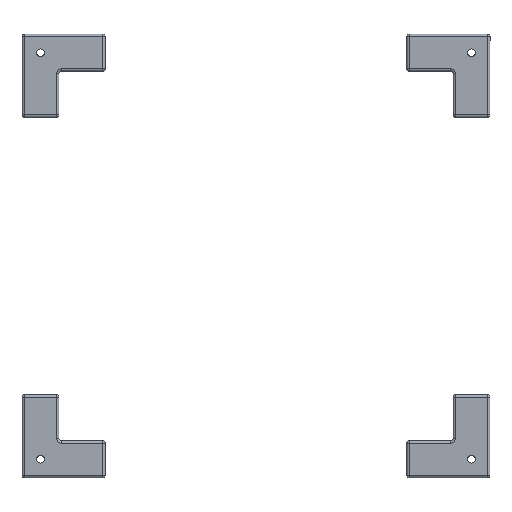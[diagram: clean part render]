
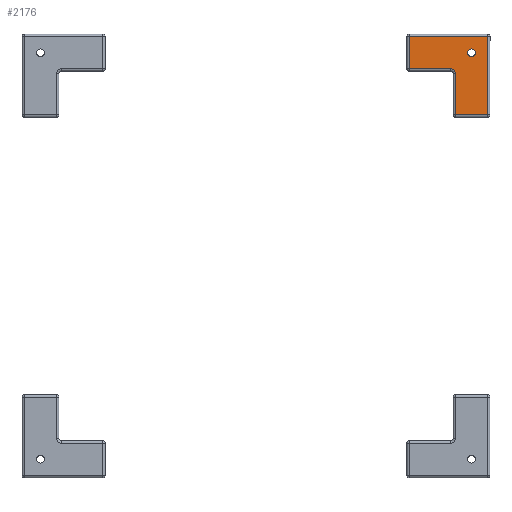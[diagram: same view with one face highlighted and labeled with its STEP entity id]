
A CAD part, left-side view. The second image highlights one B-rep face of the part: STEP entity #2176.
In plain terms, the highlighted planar face has unit normal (-1, 0, 0).
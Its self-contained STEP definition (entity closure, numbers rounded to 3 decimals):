
#39=FACE_BOUND('',#315,.T.);
#50=PLANE('',#2365);
#166=FACE_OUTER_BOUND('',#314,.T.);
#314=EDGE_LOOP('',(#1539,#1540,#1541,#1542,#1543,#1544,#1545));
#315=EDGE_LOOP('',(#1546));
#467=LINE('',#3312,#701);
#473=LINE('',#3331,#707);
#474=LINE('',#3335,#708);
#475=LINE('',#3339,#709);
#476=LINE('',#3341,#710);
#477=LINE('',#3342,#711);
#701=VECTOR('',#2613,10.);
#707=VECTOR('',#2637,10.);
#708=VECTOR('',#2642,10.);
#709=VECTOR('',#2645,10.);
#710=VECTOR('',#2646,10.);
#711=VECTOR('',#2647,10.);
#943=CIRCLE('',#2366,4.);
#944=CIRCLE('',#2367,3.1);
#1019=VERTEX_POINT('',#3309);
#1020=VERTEX_POINT('',#3311);
#1024=VERTEX_POINT('',#3330);
#1025=VERTEX_POINT('',#3334);
#1026=VERTEX_POINT('',#3336);
#1027=VERTEX_POINT('',#3338);
#1028=VERTEX_POINT('',#3340);
#1029=VERTEX_POINT('',#3343);
#1200=EDGE_CURVE('',#1019,#1020,#467,.T.);
#1210=EDGE_CURVE('',#1024,#1020,#473,.T.);
#1212=EDGE_CURVE('',#1019,#1025,#474,.T.);
#1213=EDGE_CURVE('',#1025,#1026,#943,.T.);
#1214=EDGE_CURVE('',#1026,#1027,#475,.T.);
#1215=EDGE_CURVE('',#1028,#1027,#476,.T.);
#1216=EDGE_CURVE('',#1028,#1024,#477,.T.);
#1217=EDGE_CURVE('',#1029,#1029,#944,.T.);
#1539=ORIENTED_EDGE('',*,*,#1200,.F.);
#1540=ORIENTED_EDGE('',*,*,#1212,.T.);
#1541=ORIENTED_EDGE('',*,*,#1213,.T.);
#1542=ORIENTED_EDGE('',*,*,#1214,.T.);
#1543=ORIENTED_EDGE('',*,*,#1215,.F.);
#1544=ORIENTED_EDGE('',*,*,#1216,.T.);
#1545=ORIENTED_EDGE('',*,*,#1210,.T.);
#1546=ORIENTED_EDGE('',*,*,#1217,.F.);
#2176=ADVANCED_FACE('',(#166,#39),#50,.T.);
#2365=AXIS2_PLACEMENT_3D('',#3333,#2640,#2641);
#2366=AXIS2_PLACEMENT_3D('',#3337,#2643,#2644);
#2367=AXIS2_PLACEMENT_3D('',#3344,#2648,#2649);
#2613=DIRECTION('',(0.,0.,1.));
#2637=DIRECTION('',(0.,1.,0.));
#2640=DIRECTION('center_axis',(-1.,0.,0.));
#2641=DIRECTION('ref_axis',(0.,-1.,0.));
#2642=DIRECTION('',(0.,-1.,0.));
#2643=DIRECTION('center_axis',(1.,0.,0.));
#2644=DIRECTION('ref_axis',(0.,-0.707,0.707));
#2645=DIRECTION('',(0.,0.,-1.));
#2646=DIRECTION('',(0.,1.,0.));
#2647=DIRECTION('',(0.,0.,1.));
#2648=DIRECTION('center_axis',(-1.,0.,0.));
#2649=DIRECTION('ref_axis',(0.,-1.,0.));
#3309=CARTESIAN_POINT('',(89.015,-280.421,-44.282));
#3311=CARTESIAN_POINT('',(89.015,-280.421,-18.282));
#3312=CARTESIAN_POINT('',(89.015,-280.421,-44.282));
#3330=CARTESIAN_POINT('',(89.015,-343.921,-18.282));
#3331=CARTESIAN_POINT('',(89.015,-323.421,-18.282));
#3333=CARTESIAN_POINT('Origin',(89.015,-300.921,-61.282));
#3334=CARTESIAN_POINT('',(89.015,-313.921,-44.282));
#3335=CARTESIAN_POINT('',(89.015,-278.421,-44.282));
#3336=CARTESIAN_POINT('',(89.015,-317.921,-48.282));
#3337=CARTESIAN_POINT('Origin',(89.015,-313.921,-48.282));
#3338=CARTESIAN_POINT('',(89.015,-317.921,-81.782));
#3339=CARTESIAN_POINT('',(89.015,-317.921,-53.782));
#3340=CARTESIAN_POINT('',(89.015,-343.921,-81.782));
#3341=CARTESIAN_POINT('',(89.015,-313.921,-81.782));
#3342=CARTESIAN_POINT('',(89.015,-343.921,-83.782));
#3343=CARTESIAN_POINT('',(89.015,-327.821,-31.282));
#3344=CARTESIAN_POINT('Origin',(89.015,-330.921,-31.282));
